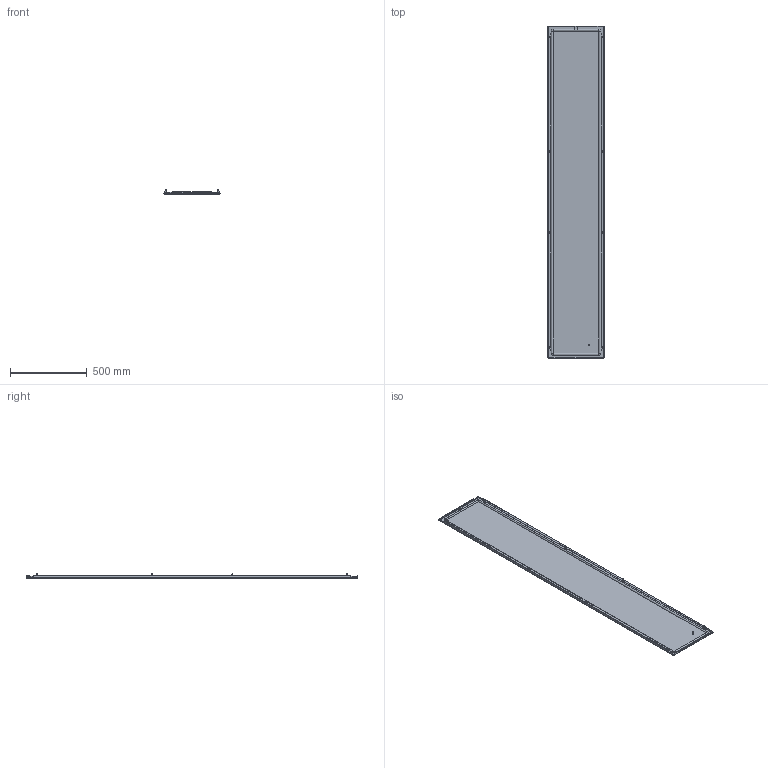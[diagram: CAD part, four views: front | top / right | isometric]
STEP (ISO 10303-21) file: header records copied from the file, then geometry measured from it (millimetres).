
FILE_DESCRIPTION((''),'2;1');
FILE_NAME('6507652601_ASM','2015-09-08T',('SESA6369'),('Schneider-Electric'),'PRO/ENGINEER BY PARAMETRIC TECHNOLOGY CORPORATION, 2011410','PRO/ENGINEER BY PARAMETRIC TECHNOLOGY CORPORATION, 2011410','');
FILE_SCHEMA(('CONFIG_CONTROL_DESIGN'));
Length unit declared in the file: millimetre
Products named in the file (11): 2201592601; 2802230201; 2419490001; 8221000401; 6507595301_ASM; ESPUMADOPOSTERIOR224; 6508322601_ASM; 3402950000; 2802990001; 641261000101_ASM; 6507652601_ASM
Assembly tree (17 placements, depth 4):
  6507652601_ASM
    6508322601_ASM
      6507595301_ASM
        2201592601
        2802230201
        2419490001
        8221000401
      ESPUMADOPOSTERIOR224
    641261000101_ASM  x8
      3402950000
      2802990001
Bounding box: 366.33 x 2166.57 x 26.8 mm (x, y, z)
Volume: 1716276.4 mm3; surface area: 2030303.5 mm2
Topology: 21 solids, 22 shells, 1255 faces, 3376 edges, 2169 vertices
Faces by surface type: plane 497, cylinder 458, cone 138, bspline 78, torus 68, sphere 16
Entity records: 14384 total; most frequent: CARTESIAN_POINT 4838, ORIENTED_EDGE 1984, DIRECTION 1932, EDGE_CURVE 994, AXIS2_PLACEMENT_3D 697, VERTEX_POINT 629, VECTOR 538, LINE 538
